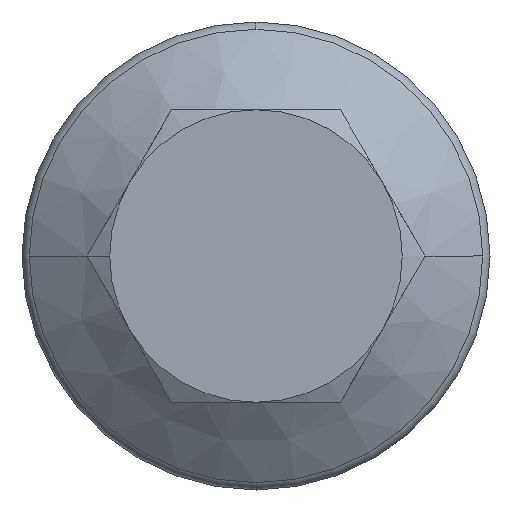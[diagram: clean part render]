
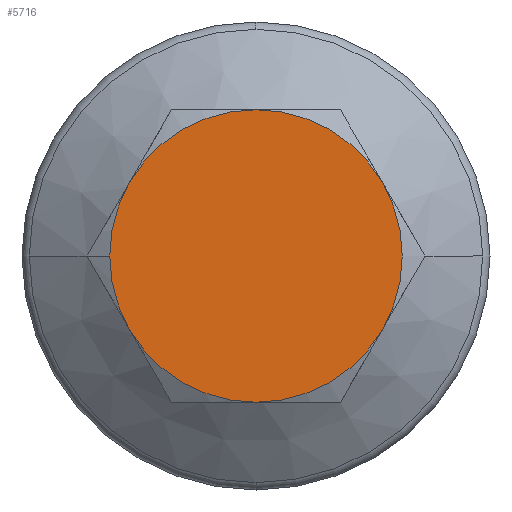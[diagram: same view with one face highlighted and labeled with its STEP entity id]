
A CAD part, left-side view. The second image highlights one B-rep face of the part: STEP entity #5716.
In plain terms, the highlighted planar face has unit normal (-1, 0, 0).
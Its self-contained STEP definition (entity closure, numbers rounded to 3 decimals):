
#57 = ORIENTED_EDGE ( 'NONE', *, *, #916, .F. ) ;
#72 = DIRECTION ( 'NONE',  ( 1., 0., 0. ) ) ;
#194 = CARTESIAN_POINT ( 'NONE',  ( -3.2, -1.732, -1. ) ) ;
#418 = EDGE_CURVE ( 'NONE', #656, #5514, #5903, .T. ) ;
#442 = CIRCLE ( 'NONE', #2450, 2. ) ;
#532 = CARTESIAN_POINT ( 'NONE',  ( -3.2, 0., 0. ) ) ;
#545 = AXIS2_PLACEMENT_3D ( 'NONE', #2183, #3157, #3660 ) ;
#597 = CARTESIAN_POINT ( 'NONE',  ( -3.2, 1.732, 1. ) ) ;
#656 = VERTEX_POINT ( 'NONE', #194 ) ;
#750 = AXIS2_PLACEMENT_3D ( 'NONE', #5150, #1683, #3154 ) ;
#867 = CIRCLE ( 'NONE', #545, 2. ) ;
#881 = CARTESIAN_POINT ( 'NONE',  ( -3.2, 0., 0. ) ) ;
#900 = PLANE ( 'NONE',  #5539 ) ;
#916 = EDGE_CURVE ( 'NONE', #5514, #5771, #2756, .T. ) ;
#927 = ORIENTED_EDGE ( 'NONE', *, *, #4146, .F. ) ;
#985 = AXIS2_PLACEMENT_3D ( 'NONE', #3446, #2339, #5472 ) ;
#1126 = VERTEX_POINT ( 'NONE', #3549 ) ;
#1433 = ORIENTED_EDGE ( 'NONE', *, *, #1786, .F. ) ;
#1682 = EDGE_CURVE ( 'NONE', #2745, #4285, #1954, .T. ) ;
#1683 = DIRECTION ( 'NONE',  ( 1., 0., 0. ) ) ;
#1724 = CIRCLE ( 'NONE', #985, 2. ) ;
#1786 = EDGE_CURVE ( 'NONE', #4285, #5368, #4829, .T. ) ;
#1829 = ORIENTED_EDGE ( 'NONE', *, *, #5782, .F. ) ;
#1954 = CIRCLE ( 'NONE', #5147, 2. ) ;
#2154 = CARTESIAN_POINT ( 'NONE',  ( -3.2, -1.732, 1. ) ) ;
#2183 = CARTESIAN_POINT ( 'NONE',  ( -3.2, 0., 0. ) ) ;
#2339 = DIRECTION ( 'NONE',  ( 1., 0., 0. ) ) ;
#2423 = FACE_OUTER_BOUND ( 'NONE', #3054, .T. ) ;
#2450 = AXIS2_PLACEMENT_3D ( 'NONE', #6155, #3710, #3641 ) ;
#2657 = DIRECTION ( 'NONE',  ( 0., 1., 0. ) ) ;
#2745 = VERTEX_POINT ( 'NONE', #597 ) ;
#2756 = CIRCLE ( 'NONE', #750, 2. ) ;
#2819 = AXIS2_PLACEMENT_3D ( 'NONE', #532, #4028, #5056 ) ;
#2934 = DIRECTION ( 'NONE',  ( 1., 0., 0. ) ) ;
#2953 = DIRECTION ( 'NONE',  ( 0., -1., 0. ) ) ;
#3054 = EDGE_LOOP ( 'NONE', ( #1829, #57, #5218, #927, #1433, #4145, #5211 ) ) ;
#3154 = DIRECTION ( 'NONE',  ( 0., 1., 0. ) ) ;
#3157 = DIRECTION ( 'NONE',  ( 1., 0., 0. ) ) ;
#3288 = EDGE_CURVE ( 'NONE', #1126, #2745, #1724, .T. ) ;
#3373 = CARTESIAN_POINT ( 'NONE',  ( -3.2, 0., 2. ) ) ;
#3446 = CARTESIAN_POINT ( 'NONE',  ( -3.2, 0., 0. ) ) ;
#3538 = DIRECTION ( 'NONE',  ( 0., 1., 0. ) ) ;
#3549 = CARTESIAN_POINT ( 'NONE',  ( -3.2, 2., 0. ) ) ;
#3641 = DIRECTION ( 'NONE',  ( 0., 1., 0. ) ) ;
#3660 = DIRECTION ( 'NONE',  ( 0., 1., 0. ) ) ;
#3710 = DIRECTION ( 'NONE',  ( 1., 0., 0. ) ) ;
#3720 = AXIS2_PLACEMENT_3D ( 'NONE', #5194, #72, #2657 ) ;
#3996 = CARTESIAN_POINT ( 'NONE',  ( -3.2, 1., 0. ) ) ;
#4028 = DIRECTION ( 'NONE',  ( 1., 0., 0. ) ) ;
#4145 = ORIENTED_EDGE ( 'NONE', *, *, #1682, .F. ) ;
#4146 = EDGE_CURVE ( 'NONE', #5368, #656, #442, .T. ) ;
#4160 = CARTESIAN_POINT ( 'NONE',  ( -3.2, 0., -2. ) ) ;
#4285 = VERTEX_POINT ( 'NONE', #3373 ) ;
#4717 = CARTESIAN_POINT ( 'NONE',  ( -3.2, 1.732, -1. ) ) ;
#4829 = CIRCLE ( 'NONE', #3720, 2. ) ;
#5056 = DIRECTION ( 'NONE',  ( 0., 1., 0. ) ) ;
#5147 = AXIS2_PLACEMENT_3D ( 'NONE', #881, #2934, #3538 ) ;
#5150 = CARTESIAN_POINT ( 'NONE',  ( -3.2, 0., 0. ) ) ;
#5194 = CARTESIAN_POINT ( 'NONE',  ( -3.2, 0., 0. ) ) ;
#5211 = ORIENTED_EDGE ( 'NONE', *, *, #3288, .F. ) ;
#5218 = ORIENTED_EDGE ( 'NONE', *, *, #418, .F. ) ;
#5368 = VERTEX_POINT ( 'NONE', #2154 ) ;
#5472 = DIRECTION ( 'NONE',  ( 0., 1., 0. ) ) ;
#5514 = VERTEX_POINT ( 'NONE', #4160 ) ;
#5539 = AXIS2_PLACEMENT_3D ( 'NONE', #3996, #5978, #2953 ) ;
#5716 = ADVANCED_FACE ( 'NONE', ( #2423 ), #900, .T. ) ;
#5771 = VERTEX_POINT ( 'NONE', #4717 ) ;
#5782 = EDGE_CURVE ( 'NONE', #5771, #1126, #867, .T. ) ;
#5903 = CIRCLE ( 'NONE', #2819, 2. ) ;
#5978 = DIRECTION ( 'NONE',  ( -1., 0., 0. ) ) ;
#6155 = CARTESIAN_POINT ( 'NONE',  ( -3.2, 0., 0. ) ) ;
